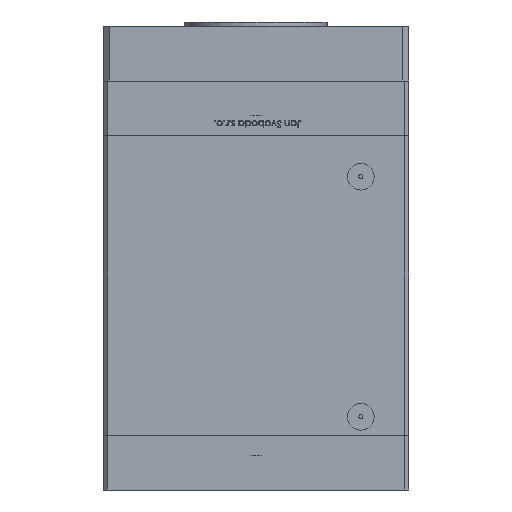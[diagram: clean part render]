
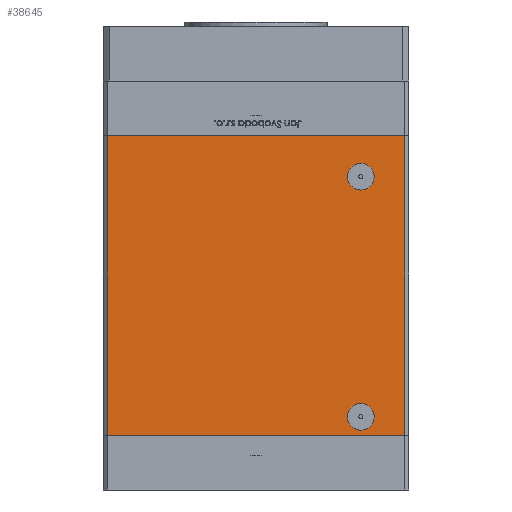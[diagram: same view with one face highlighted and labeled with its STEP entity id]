
A CAD part, front view. The second image highlights one B-rep face of the part: STEP entity #38645.
In plain terms, the highlighted planar face has unit normal (0, -1, 0).
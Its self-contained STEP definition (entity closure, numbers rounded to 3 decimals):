
#1075 = LINE ( 'NONE', #42761, #29536 ) ;
#2109 = DIRECTION ( 'NONE',  ( 0., 0., -1. ) ) ;
#3284 = CARTESIAN_POINT ( 'NONE',  ( -73., -62.5, 147. ) ) ;
#4944 = CARTESIAN_POINT ( 'NONE',  ( 51.5, -62.5, 9. ) ) ;
#5355 = VERTEX_POINT ( 'NONE', #26880 ) ;
#6068 = ORIENTED_EDGE ( 'NONE', *, *, #45540, .F. ) ;
#7004 = AXIS2_PLACEMENT_3D ( 'NONE', #10227, #51420, #2109 ) ;
#7016 = DIRECTION ( 'NONE',  ( 1., 0., 0. ) ) ;
#8538 = VECTOR ( 'NONE', #16007, 1000. ) ;
#8789 = DIRECTION ( 'NONE',  ( 0., -1., 0. ) ) ;
#8963 = VERTEX_POINT ( 'NONE', #30435 ) ;
#9704 = DIRECTION ( 'NONE',  ( 1., 0., 0. ) ) ;
#9952 = ORIENTED_EDGE ( 'NONE', *, *, #50189, .T. ) ;
#10227 = CARTESIAN_POINT ( 'NONE',  ( 51.5, -62.5, 127. ) ) ;
#10866 = FACE_BOUND ( 'NONE', #26552, .T. ) ;
#11659 = FACE_OUTER_BOUND ( 'NONE', #39897, .T. ) ;
#12029 = CARTESIAN_POINT ( 'NONE',  ( 51.5, -62.5, 9. ) ) ;
#12894 = VECTOR ( 'NONE', #9704, 1000. ) ;
#13231 = DIRECTION ( 'NONE',  ( 0., 0., -1. ) ) ;
#14107 = CARTESIAN_POINT ( 'NONE',  ( -73., -62.5, 0. ) ) ;
#15270 = EDGE_CURVE ( 'NONE', #46347, #47643, #51112, .T. ) ;
#15765 = CARTESIAN_POINT ( 'NONE',  ( 51.5, -62.5, 15.58 ) ) ;
#16007 = DIRECTION ( 'NONE',  ( 0., 0., -1. ) ) ;
#16452 = AXIS2_PLACEMENT_3D ( 'NONE', #4944, #34174, #25765 ) ;
#17915 = EDGE_CURVE ( 'NONE', #5355, #29389, #1075, .T. ) ;
#17984 = VERTEX_POINT ( 'NONE', #51179 ) ;
#21233 = EDGE_CURVE ( 'NONE', #45456, #8963, #50283, .T. ) ;
#21267 = VECTOR ( 'NONE', #7016, 1000. ) ;
#23574 = FACE_BOUND ( 'NONE', #43086, .T. ) ;
#24801 = AXIS2_PLACEMENT_3D ( 'NONE', #3284, #31702, #40909 ) ;
#25281 = DIRECTION ( 'NONE',  ( 0., 0., -1. ) ) ;
#25765 = DIRECTION ( 'NONE',  ( 0., 0., -1. ) ) ;
#26466 = LINE ( 'NONE', #30269, #12894 ) ;
#26552 = EDGE_LOOP ( 'NONE', ( #6068, #42010 ) ) ;
#26880 = CARTESIAN_POINT ( 'NONE',  ( -73., -62.5, 147. ) ) ;
#26938 = ORIENTED_EDGE ( 'NONE', *, *, #17915, .T. ) ;
#27047 = CARTESIAN_POINT ( 'NONE',  ( -73., -62.5, 0. ) ) ;
#28198 = LINE ( 'NONE', #49618, #8538 ) ;
#28251 = DIRECTION ( 'NONE',  ( 0., 1., 0. ) ) ;
#28359 = CIRCLE ( 'NONE', #35295, 6.58 ) ;
#28437 = PLANE ( 'NONE',  #24801 ) ;
#29389 = VERTEX_POINT ( 'NONE', #14107 ) ;
#29536 = VECTOR ( 'NONE', #13231, 1000. ) ;
#30269 = CARTESIAN_POINT ( 'NONE',  ( -73., -62.5, 147. ) ) ;
#30435 = CARTESIAN_POINT ( 'NONE',  ( 51.5, -62.5, 120.42 ) ) ;
#31702 = DIRECTION ( 'NONE',  ( 0., 1., 0. ) ) ;
#32908 = ORIENTED_EDGE ( 'NONE', *, *, #35976, .T. ) ;
#33387 = CARTESIAN_POINT ( 'NONE',  ( 51.5, -62.5, 127. ) ) ;
#34174 = DIRECTION ( 'NONE',  ( 0., -1., 0. ) ) ;
#34857 = ORIENTED_EDGE ( 'NONE', *, *, #44665, .F. ) ;
#35295 = AXIS2_PLACEMENT_3D ( 'NONE', #12029, #8789, #25281 ) ;
#35976 = EDGE_CURVE ( 'NONE', #29389, #50644, #42319, .T. ) ;
#36938 = CARTESIAN_POINT ( 'NONE',  ( 51.5, -62.5, 133.58 ) ) ;
#38645 = ADVANCED_FACE ( 'NONE', ( #10866, #11659, #23574 ), #28437, .F. ) ;
#39897 = EDGE_LOOP ( 'NONE', ( #32908, #34857, #50083, #26938 ) ) ;
#40384 = CARTESIAN_POINT ( 'NONE',  ( 73., -62.5, 0. ) ) ;
#40909 = DIRECTION ( 'NONE',  ( 0., 0., 1. ) ) ;
#41379 = CARTESIAN_POINT ( 'NONE',  ( 51.5, -62.5, 2.42 ) ) ;
#42010 = ORIENTED_EDGE ( 'NONE', *, *, #15270, .F. ) ;
#42319 = LINE ( 'NONE', #27047, #21267 ) ;
#42410 = ORIENTED_EDGE ( 'NONE', *, *, #21233, .T. ) ;
#42761 = CARTESIAN_POINT ( 'NONE',  ( -73., -62.5, 147. ) ) ;
#43086 = EDGE_LOOP ( 'NONE', ( #9952, #42410 ) ) ;
#44665 = EDGE_CURVE ( 'NONE', #17984, #50644, #28198, .T. ) ;
#45456 = VERTEX_POINT ( 'NONE', #36938 ) ;
#45540 = EDGE_CURVE ( 'NONE', #47643, #46347, #28359, .T. ) ;
#46347 = VERTEX_POINT ( 'NONE', #15765 ) ;
#47643 = VERTEX_POINT ( 'NONE', #41379 ) ;
#48855 = DIRECTION ( 'NONE',  ( 0., 0., -1. ) ) ;
#49618 = CARTESIAN_POINT ( 'NONE',  ( 73., -62.5, 147. ) ) ;
#49700 = EDGE_CURVE ( 'NONE', #5355, #17984, #26466, .T. ) ;
#50083 = ORIENTED_EDGE ( 'NONE', *, *, #49700, .F. ) ;
#50159 = AXIS2_PLACEMENT_3D ( 'NONE', #33387, #28251, #48855 ) ;
#50189 = EDGE_CURVE ( 'NONE', #8963, #45456, #53580, .T. ) ;
#50283 = CIRCLE ( 'NONE', #7004, 6.58 ) ;
#50644 = VERTEX_POINT ( 'NONE', #40384 ) ;
#51112 = CIRCLE ( 'NONE', #16452, 6.58 ) ;
#51179 = CARTESIAN_POINT ( 'NONE',  ( 73., -62.5, 147. ) ) ;
#51420 = DIRECTION ( 'NONE',  ( 0., 1., 0. ) ) ;
#53580 = CIRCLE ( 'NONE', #50159, 6.58 ) ;
